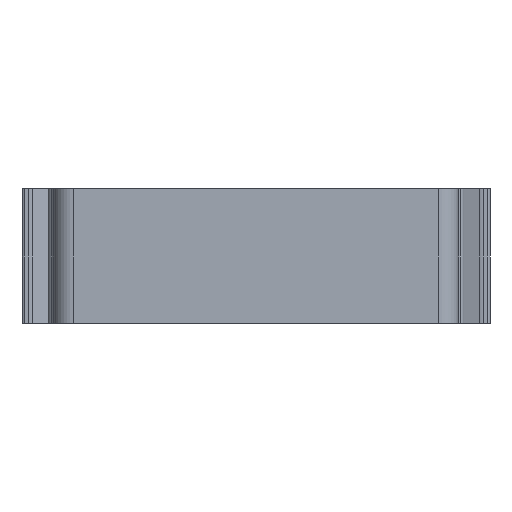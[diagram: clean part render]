
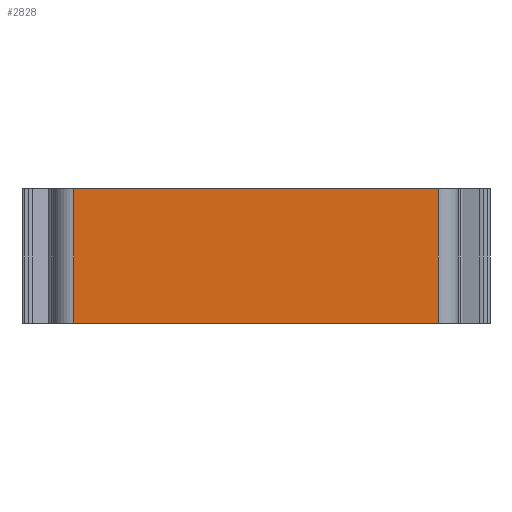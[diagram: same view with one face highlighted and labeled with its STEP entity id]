
A CAD part, front view. The second image highlights one B-rep face of the part: STEP entity #2828.
In plain terms, the highlighted planar face has unit normal (0, -1, 0).
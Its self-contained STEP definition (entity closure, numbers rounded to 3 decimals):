
#723=CARTESIAN_POINT('',(-13.5,-15.0,10.0));
#724=VERTEX_POINT('',#723);
#732=CARTESIAN_POINT('',(13.5,-15.0,10.0));
#733=VERTEX_POINT('',#732);
#734=CARTESIAN_POINT('',(13.5,-15.0,10.0));
#735=DIRECTION('',(-1.0,0.0,0.0));
#736=VECTOR('',#735,27.0);
#737=LINE('',#734,#736);
#738=EDGE_CURVE('',#733,#724,#737,.T.);
#2787=CARTESIAN_POINT('',(-13.5,-15.0,0.0));
#2788=VERTEX_POINT('',#2787);
#2796=CARTESIAN_POINT('',(-13.5,-15.0,0.0));
#2797=DIRECTION('',(0.0,0.0,1.0));
#2798=VECTOR('',#2797,10.0);
#2799=LINE('',#2796,#2798);
#2800=EDGE_CURVE('',#2788,#724,#2799,.T.);
#2805=CARTESIAN_POINT('',(13.5,-15.0,0.0));
#2806=DIRECTION('',(0.0,-1.0,0.0));
#2807=DIRECTION('',(0.0,0.0,-1.0));
#2808=AXIS2_PLACEMENT_3D('',#2805,#2806,#2807);
#2809=PLANE('',#2808);
#2810=ORIENTED_EDGE('',*,*,#738,.T.);
#2811=ORIENTED_EDGE('',*,*,#2800,.F.);
#2812=CARTESIAN_POINT('',(13.5,-15.0,0.0));
#2813=VERTEX_POINT('',#2812);
#2814=CARTESIAN_POINT('',(13.5,-15.0,0.0));
#2815=DIRECTION('',(-1.0,0.0,0.0));
#2816=VECTOR('',#2815,27.0);
#2817=LINE('',#2814,#2816);
#2818=EDGE_CURVE('',#2813,#2788,#2817,.T.);
#2819=ORIENTED_EDGE('',*,*,#2818,.F.);
#2820=CARTESIAN_POINT('',(13.5,-15.0,0.0));
#2821=DIRECTION('',(0.0,0.0,1.0));
#2822=VECTOR('',#2821,10.0);
#2823=LINE('',#2820,#2822);
#2824=EDGE_CURVE('',#2813,#733,#2823,.T.);
#2825=ORIENTED_EDGE('',*,*,#2824,.T.);
#2826=EDGE_LOOP('',(#2810,#2811,#2819,#2825));
#2827=FACE_OUTER_BOUND('',#2826,.T.);
#2828=ADVANCED_FACE('',(#2827),#2809,.T.);
